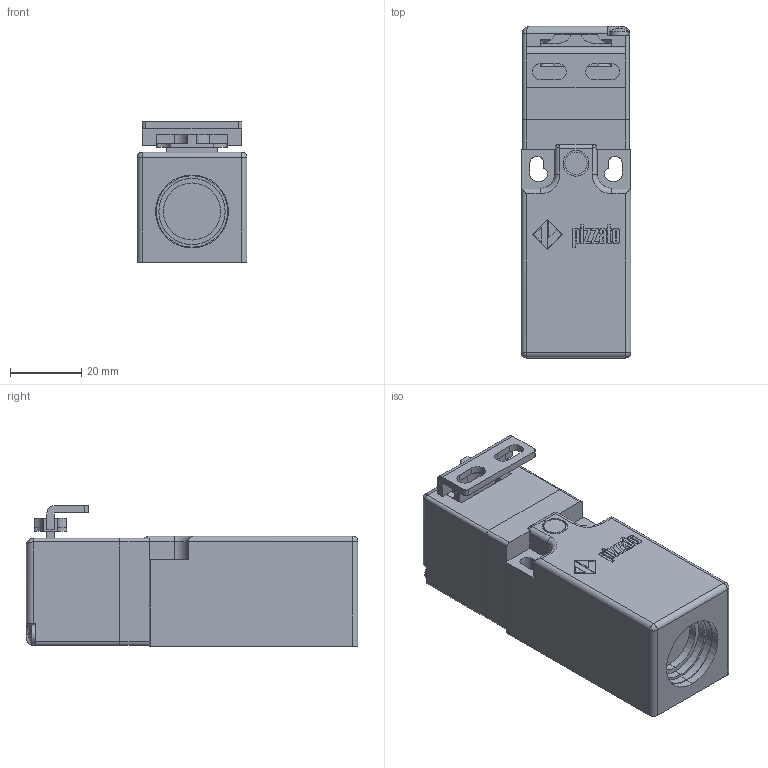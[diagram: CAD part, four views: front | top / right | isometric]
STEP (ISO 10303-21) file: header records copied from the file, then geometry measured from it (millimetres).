
FILE_DESCRIPTION(('STEP AP203'),'2;1');
FILE_NAME('20.003.00.stp','2011-03-07T09:05:43',(''),(''),'2009.3.110','THINKDESIGN','');
FILE_SCHEMA(('CONFIG_CONTROL_DESIGN'));
Length unit declared in the file: millimetre
Bounding box: 30.8 x 93 x 39.32 mm (x, y, z)
Volume: 79736.5 mm3; surface area: 20958.2 mm2
Topology: 3 solids, 3 shells, 640 faces, 1698 edges, 1116 vertices
Faces by surface type: plane 416, bspline 129, cylinder 95
Entity records: 27846 total; most frequent: CARTESIAN_POINT 12573, ORIENTED_EDGE 3384, DIRECTION 2653, EDGE_CURVE 1692, VECTOR 1257, LINE 1257, VERTEX_POINT 1116, EDGE_LOOP 708
